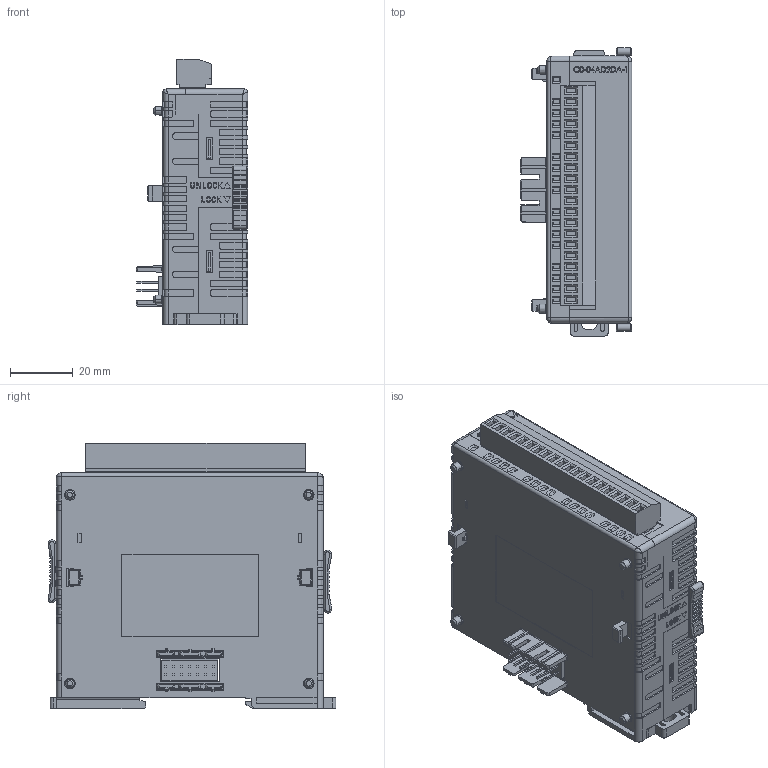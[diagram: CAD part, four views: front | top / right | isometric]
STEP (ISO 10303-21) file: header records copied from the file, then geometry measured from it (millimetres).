
FILE_DESCRIPTION (( 'STEP AP214' ), '1' );
FILE_NAME ('C0-4AD2DA-1.STEP', '2014-07-02T16:33:03', ( '' ), ( '' ), 'SwSTEP 2.0', 'SolidWorks 2013', '' );
FILE_SCHEMA (( 'AUTOMOTIVE_DESIGN' ));
Length unit declared in the file: millimetre
Products named in the file (1): C0-4AD2DA-1
Bounding box: 35.55 x 91.6 x 84.4 mm (x, y, z)
Volume: 165091.6 mm3; surface area: 33636.7 mm2
Topology: 1 solids, 23 shells, 4124 faces, 11294 edges, 7422 vertices
Faces by surface type: plane 2924, cylinder 1037, cone 92, bspline 51, torus 16, sphere 4
Entity records: 176980 total; most frequent: CARTESIAN_POINT 26658, ORIENTED_EDGE 22572, DIRECTION 21501, EDGE_CURVE 11286, LINE 8923, VECTOR 8923, VERTEX_POINT 7422, AXIS2_PLACEMENT_3D 6289
